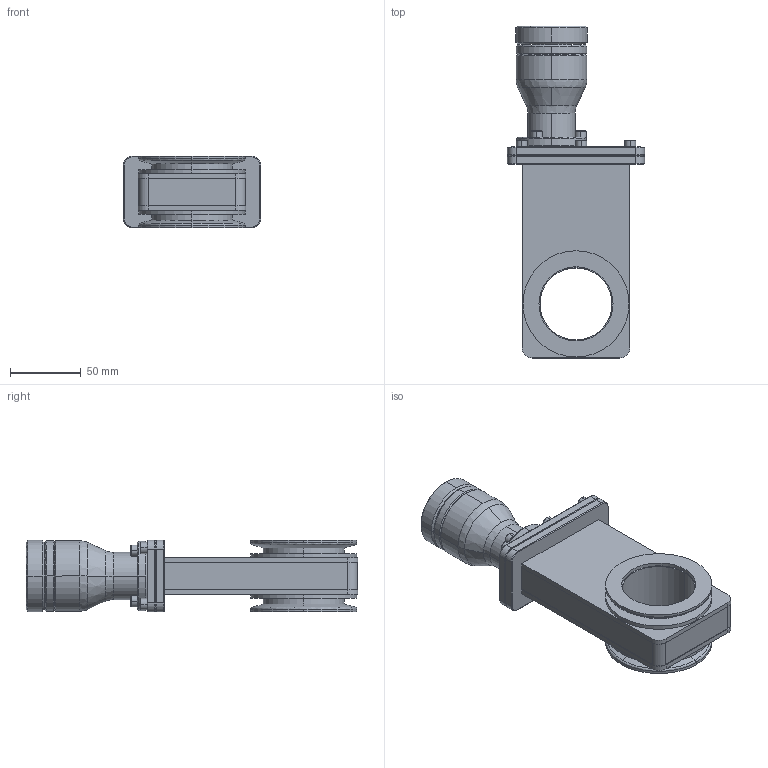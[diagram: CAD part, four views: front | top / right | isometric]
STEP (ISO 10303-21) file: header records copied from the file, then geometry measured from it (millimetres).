
FILE_DESCRIPTION (( 'STEP AP203' ), '1' );
FILE_NAME ('GV-S05100.STEP', '2023-06-20T18:26:09', ( '' ), ( '' ), 'SwSTEP 2.0', 'SolidWorks 2020', '' );
FILE_SCHEMA (( 'CONFIG_CONTROL_DESIGN' ));
Length unit declared in the file: inch
Products named in the file (1): GV-S05100
Bounding box: 96.82 x 234.31 x 50.67 mm (x, y, z)
Volume: 447196.6 mm3; surface area: 74224.2 mm2
Topology: 1 solids, 1 shells, 287 faces, 670 edges, 411 vertices
Faces by surface type: plane 128, cylinder 83, cone 68, bspline 6, torus 2
Entity records: 8276 total; most frequent: DIRECTION 1485, CARTESIAN_POINT 1477, ORIENTED_EDGE 1340, EDGE_CURVE 670, AXIS2_PLACEMENT_3D 543, VERTEX_POINT 411, LINE 399, VECTOR 399
